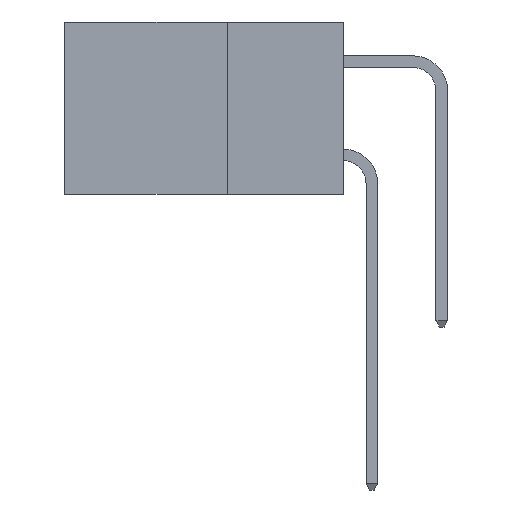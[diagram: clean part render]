
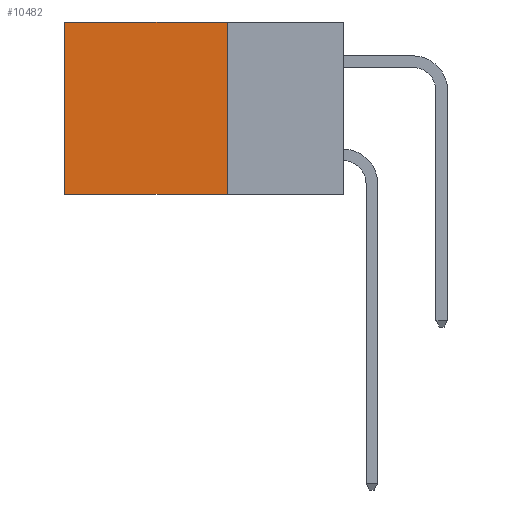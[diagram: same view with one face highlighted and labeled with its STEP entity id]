
A CAD part, left-side view. The second image highlights one B-rep face of the part: STEP entity #10482.
In plain terms, the highlighted planar face has unit normal (-1, 0, 0).
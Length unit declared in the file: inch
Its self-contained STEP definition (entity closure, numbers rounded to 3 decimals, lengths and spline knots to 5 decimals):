
#94 = VERTEX_POINT ( 'NONE', #14597 ) ;
#620 = PLANE ( 'NONE',  #24052 ) ;
#1642 = VECTOR ( 'NONE', #20861, 39.37008 ) ;
#2707 = DIRECTION ( 'NONE',  ( 1., 0., 0. ) ) ;
#3293 = EDGE_LOOP ( 'NONE', ( #10113, #4543, #20631, #8538 ) ) ;
#4543 = ORIENTED_EDGE ( 'NONE', *, *, #23137, .F. ) ;
#7338 = CARTESIAN_POINT ( 'NONE',  ( 0.2615, 0.25, 0. ) ) ;
#8538 = ORIENTED_EDGE ( 'NONE', *, *, #19945, .T. ) ;
#8912 = FACE_OUTER_BOUND ( 'NONE', #3293, .T. ) ;
#9019 = CARTESIAN_POINT ( 'NONE',  ( 0.2615, 0.25, -0.37 ) ) ;
#10113 = ORIENTED_EDGE ( 'NONE', *, *, #11463, .T. ) ;
#10288 = VERTEX_POINT ( 'NONE', #10307 ) ;
#10307 = CARTESIAN_POINT ( 'NONE',  ( 0.2615, 0.25, 0. ) ) ;
#10482 = ADVANCED_FACE ( 'NONE', ( #8912 ), #620, .F. ) ;
#10582 = EDGE_CURVE ( 'NONE', #10288, #22772, #17563, .T. ) ;
#11463 = EDGE_CURVE ( 'NONE', #94, #11543, #18134, .T. ) ;
#11543 = VERTEX_POINT ( 'NONE', #14090 ) ;
#11831 = CARTESIAN_POINT ( 'NONE',  ( 0.2615, 0.25, -0.37 ) ) ;
#12895 = VECTOR ( 'NONE', #19789, 39.37008 ) ;
#14090 = CARTESIAN_POINT ( 'NONE',  ( 0.2615, 0.6, -0.37 ) ) ;
#14263 = LINE ( 'NONE', #22359, #19511 ) ;
#14597 = CARTESIAN_POINT ( 'NONE',  ( 0.2615, 0.6, 0. ) ) ;
#15223 = DIRECTION ( 'NONE',  ( 0., 1., 0. ) ) ;
#15486 = VECTOR ( 'NONE', #15223, 39.37008 ) ;
#16638 = DIRECTION ( 'NONE',  ( 0., 0., -1. ) ) ;
#17563 = LINE ( 'NONE', #9019, #1642 ) ;
#18134 = LINE ( 'NONE', #25618, #12895 ) ;
#19511 = VECTOR ( 'NONE', #24318, 39.37008 ) ;
#19789 = DIRECTION ( 'NONE',  ( 0., 0., -1. ) ) ;
#19945 = EDGE_CURVE ( 'NONE', #10288, #94, #20758, .T. ) ;
#20631 = ORIENTED_EDGE ( 'NONE', *, *, #10582, .F. ) ;
#20758 = LINE ( 'NONE', #7338, #15486 ) ;
#20861 = DIRECTION ( 'NONE',  ( 0., 0., -1. ) ) ;
#22359 = CARTESIAN_POINT ( 'NONE',  ( 0.2615, 0.25, -0.37 ) ) ;
#22528 = CARTESIAN_POINT ( 'NONE',  ( 0.2615, 0.25, -0.37 ) ) ;
#22772 = VERTEX_POINT ( 'NONE', #11831 ) ;
#23137 = EDGE_CURVE ( 'NONE', #22772, #11543, #14263, .T. ) ;
#24052 = AXIS2_PLACEMENT_3D ( 'NONE', #22528, #2707, #16638 ) ;
#24318 = DIRECTION ( 'NONE',  ( 0., 1., 0. ) ) ;
#25618 = CARTESIAN_POINT ( 'NONE',  ( 0.2615, 0.6, -0.37 ) ) ;
